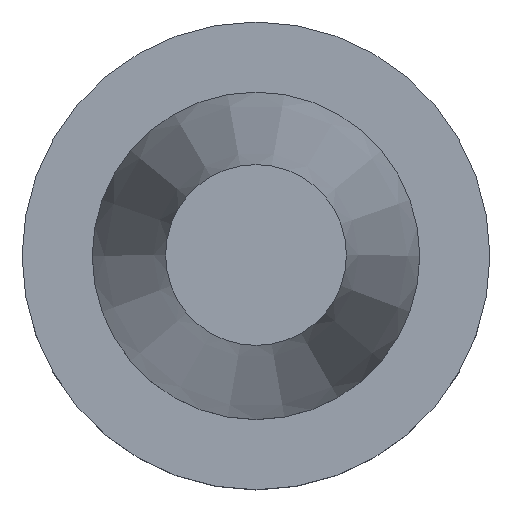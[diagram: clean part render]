
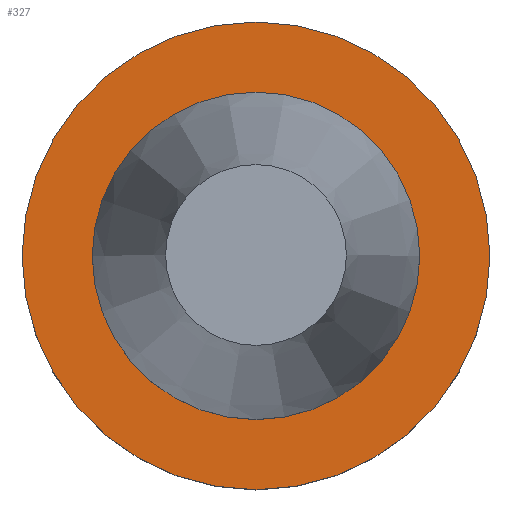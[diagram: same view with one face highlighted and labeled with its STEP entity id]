
A CAD part, top view. The second image highlights one B-rep face of the part: STEP entity #327.
In plain terms, the highlighted planar face has unit normal (0, 0, 1).
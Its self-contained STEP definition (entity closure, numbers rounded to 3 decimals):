
#12 = CARTESIAN_POINT ( 'NONE',  ( 22.225, 0., -3.175 ) ) ;
#13 = EDGE_CURVE ( 'NONE', #168, #168, #159, .T. ) ;
#15 = DIRECTION ( 'NONE',  ( 0., 0., -1. ) ) ;
#49 = ORIENTED_EDGE ( 'NONE', *, *, #148, .T. ) ;
#56 = CARTESIAN_POINT ( 'NONE',  ( 0., 0., -3.175 ) ) ;
#60 = DIRECTION ( 'NONE',  ( 0., 0., 1. ) ) ;
#66 = AXIS2_PLACEMENT_3D ( 'NONE', #167, #15, #322 ) ;
#69 = PLANE ( 'NONE',  #66 ) ;
#107 = ORIENTED_EDGE ( 'NONE', *, *, #13, .F. ) ;
#148 = EDGE_CURVE ( 'NONE', #196, #196, #349, .T. ) ;
#157 = DIRECTION ( 'NONE',  ( 0., 0., 1. ) ) ;
#159 = CIRCLE ( 'NONE', #190, 22.225 ) ;
#167 = CARTESIAN_POINT ( 'NONE',  ( 0., 31.75, -3.175 ) ) ;
#168 = VERTEX_POINT ( 'NONE', #12 ) ;
#190 = AXIS2_PLACEMENT_3D ( 'NONE', #56, #60, #306 ) ;
#194 = FACE_BOUND ( 'NONE', #365, .T. ) ;
#196 = VERTEX_POINT ( 'NONE', #323 ) ;
#295 = FACE_OUTER_BOUND ( 'NONE', #362, .T. ) ;
#306 = DIRECTION ( 'NONE',  ( 1., 0., 0. ) ) ;
#310 = CARTESIAN_POINT ( 'NONE',  ( 0., 0., -3.175 ) ) ;
#322 = DIRECTION ( 'NONE',  ( -1., 0., 0. ) ) ;
#323 = CARTESIAN_POINT ( 'NONE',  ( 31.75, 0., -3.175 ) ) ;
#327 = ADVANCED_FACE ( 'NONE', ( #194, #295 ), #69, .F. ) ;
#349 = CIRCLE ( 'NONE', #360, 31.75 ) ;
#360 = AXIS2_PLACEMENT_3D ( 'NONE', #310, #157, #372 ) ;
#362 = EDGE_LOOP ( 'NONE', ( #49 ) ) ;
#365 = EDGE_LOOP ( 'NONE', ( #107 ) ) ;
#372 = DIRECTION ( 'NONE',  ( 1., 0., 0. ) ) ;
